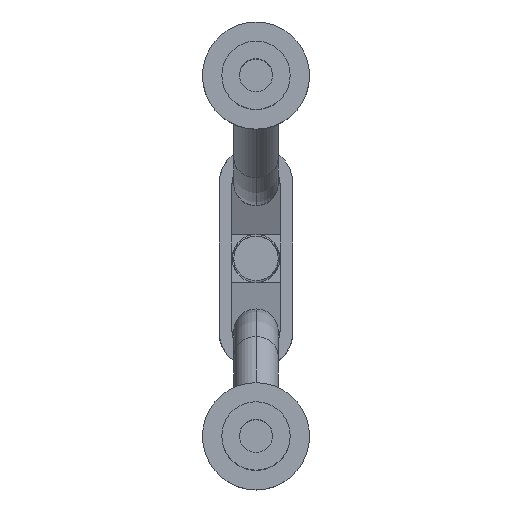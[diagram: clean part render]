
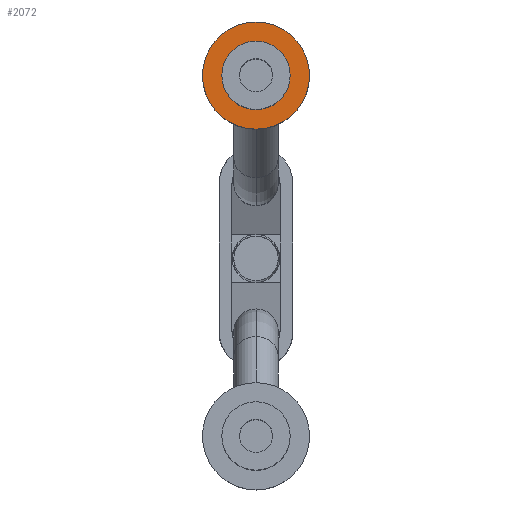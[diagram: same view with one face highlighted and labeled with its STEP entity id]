
A CAD part, top view. The second image highlights one B-rep face of the part: STEP entity #2072.
In plain terms, the highlighted face is planar.
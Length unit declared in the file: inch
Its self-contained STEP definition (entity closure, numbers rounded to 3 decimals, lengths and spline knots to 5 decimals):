
#1767=CARTESIAN_POINT('',(0.,0.24,0.));
#1768=DIRECTION('',(0.,1.,0.));
#1769=DIRECTION('',(0.,0.,1.));
#1770=AXIS2_PLACEMENT_3D('',#1767,#1768,#1769);
#1772=CARTESIAN_POINT('',(0.,0.24,0.));
#1773=DIRECTION('',(0.,1.,0.));
#1774=DIRECTION('',(0.,0.,-1.));
#1775=AXIS2_PLACEMENT_3D('',#1772,#1773,#1774);
#1777=CARTESIAN_POINT('',(0.,0.24,0.));
#1778=DIRECTION('',(0.,-1.,0.));
#1779=DIRECTION('',(0.,0.,-1.));
#1780=AXIS2_PLACEMENT_3D('',#1777,#1778,#1779);
#1782=CARTESIAN_POINT('',(0.,0.24,0.));
#1783=DIRECTION('',(0.,-1.,0.));
#1784=DIRECTION('',(0.,0.,1.));
#1785=AXIS2_PLACEMENT_3D('',#1782,#1783,#1784);
#1861=CARTESIAN_POINT('',(0.,0.24,-0.0925));
#1863=VERTEX_POINT('',#1861);
#1867=CARTESIAN_POINT('',(0.,0.24,-0.145));
#1868=CARTESIAN_POINT('',(0.,0.24,0.145));
#1869=VERTEX_POINT('',#1867);
#1870=VERTEX_POINT('',#1868);
#1877=CARTESIAN_POINT('',(0.,0.24,0.0925));
#1878=VERTEX_POINT('',#1877);
#2056=CARTESIAN_POINT('',(0.145,0.24,0.));
#2057=DIRECTION('',(0.,1.,0.));
#2058=DIRECTION('',(0.,0.,1.));
#2059=AXIS2_PLACEMENT_3D('',#2056,#2057,#2058);
#2060=PLANE('',#2059);
#2061=ORIENTED_EDGE('',*,*,#2046,.F.);
#2063=ORIENTED_EDGE('',*,*,#2062,.F.);
#2064=EDGE_LOOP('',(#2061,#2063));
#2065=FACE_OUTER_BOUND('',#2064,.F.);
#2067=ORIENTED_EDGE('',*,*,#2066,.F.);
#2069=ORIENTED_EDGE('',*,*,#2068,.F.);
#2070=EDGE_LOOP('',(#2067,#2069));
#2071=FACE_BOUND('',#2070,.F.);
#2072=ADVANCED_FACE('',(#2065,#2071),#2060,.T.);
#1771=CIRCLE('',#1770,0.145);
#1776=CIRCLE('',#1775,0.145);
#1781=CIRCLE('',#1780,0.0925);
#1786=CIRCLE('',#1785,0.0925);
#2046=EDGE_CURVE('',#1870,#1869,#1771,.T.);
#2062=EDGE_CURVE('',#1869,#1870,#1776,.T.);
#2066=EDGE_CURVE('',#1863,#1878,#1781,.T.);
#2068=EDGE_CURVE('',#1878,#1863,#1786,.T.);
